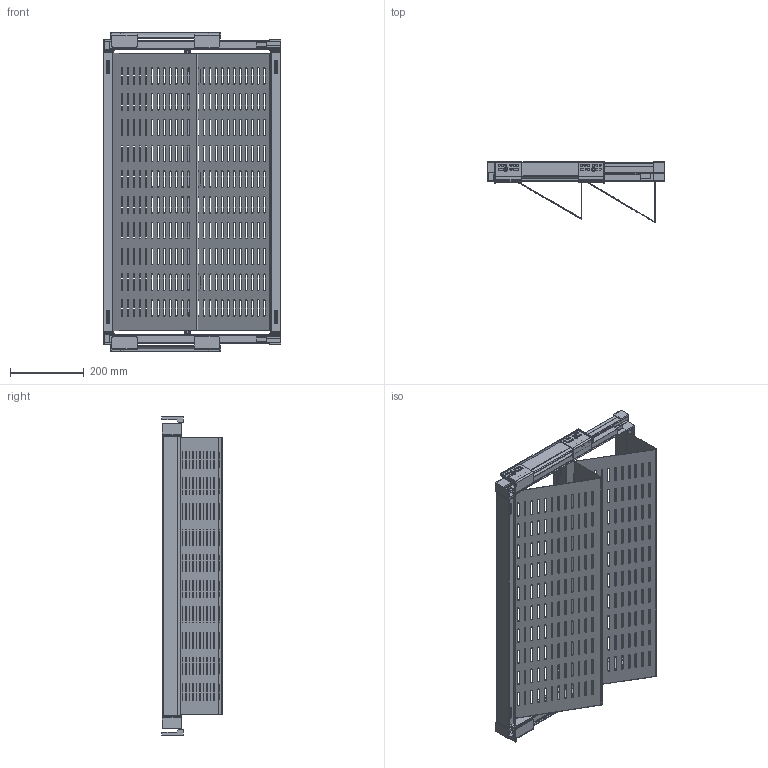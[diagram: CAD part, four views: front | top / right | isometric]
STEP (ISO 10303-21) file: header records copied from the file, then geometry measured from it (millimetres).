
FILE_DESCRIPTION(/* description */ (''),/* implementation_level */ '2;1');
FILE_NAME(/* name */ 'WG-POBUW90M.stp',/* time_stamp */ '2023-04-13T14:18:41+02:00',/* author */ ('tomaszw'),/* organization */ (''),/* preprocessor_version */ 'ST-DEVELOPER v19.2',/* originating_system */ 'Autodesk Inventor 2023',/* authorisation */ '');
FILE_SCHEMA (('AUTOMOTIVE_DESIGN { 1 0 10303 214 3 1 1 }'));
Length unit declared in the file: millimetre
Products named in the file (5): WG-POBUW60M_param; POBUW60M-rama; Lewa strona; Prawa strona; WG-POBUW60M_PÓŁKI
Assembly tree (4 placements, depth 2):
  WG-POBUW60M_param
    POBUW60M-rama
    Lewa strona
    Prawa strona
    WG-POBUW60M_PÓŁKI
Bounding box: 483 x 163.74 x 864 mm (x, y, z)
Volume: 2542974.8 mm3; surface area: 2197578.6 mm2
Topology: 11 solids, 11 shells, 1525 faces, 4413 edges, 2930 vertices
Faces by surface type: plane 870, cylinder 647, cone 8
Full cylindrical faces by diameter (mm): 5 x4, 6 x32, 9 x4
Entity records: 51946 total; most frequent: CARTESIAN_POINT 8878, ORIENTED_EDGE 8826, DIRECTION 8785, EDGE_CURVE 4413, LINE 3111, VECTOR 3111, VERTEX_POINT 2930, AXIS2_PLACEMENT_3D 2837
